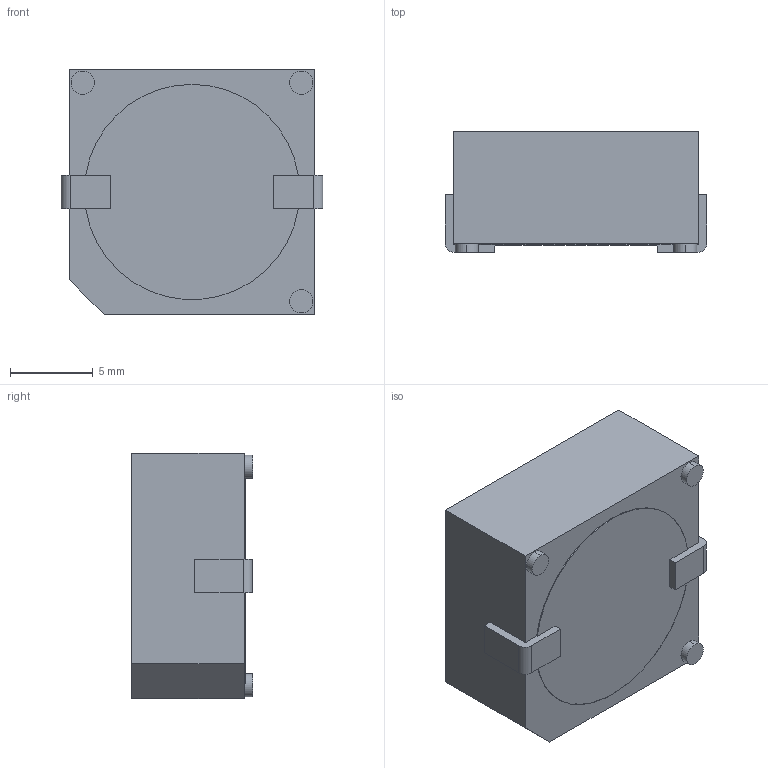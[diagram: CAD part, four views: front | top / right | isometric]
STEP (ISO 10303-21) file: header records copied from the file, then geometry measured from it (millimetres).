
FILE_DESCRIPTION (( 'STEP AP203' ), '1' );
FILE_NAME ('PT-1507.STEP', '2017-03-21T18:02:05', ( 'Gem' ), ( '' ), 'SwSTEP 2.0', 'SolidWorks 2013', '' );
FILE_SCHEMA (( 'CONFIG_CONTROL_DESIGN' ));
Length unit declared in the file: millimetre
Products named in the file (1): PT-1507
Bounding box: 15.8 x 7.31 x 14.8 mm (x, y, z)
Volume: 1474.5 mm3; surface area: 899.8 mm2
Topology: 1 solids, 2 shells, 63 faces, 162 edges, 107 vertices
Faces by surface type: plane 44, cylinder 19
Entity records: 1991 total; most frequent: CARTESIAN_POINT 333, DIRECTION 332, ORIENTED_EDGE 324, EDGE_CURVE 162, VECTOR 120, LINE 120, VERTEX_POINT 107, AXIS2_PLACEMENT_3D 106
